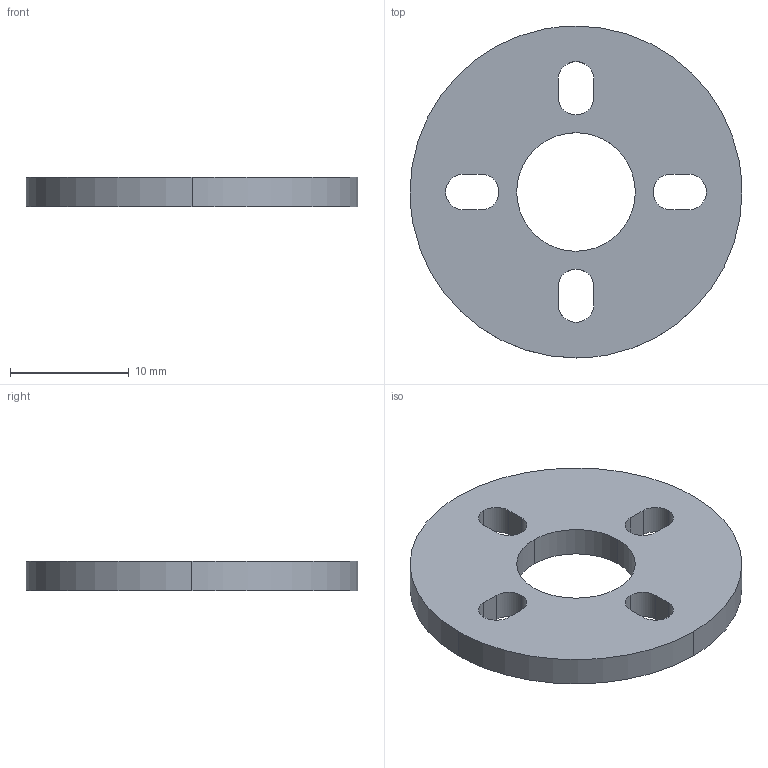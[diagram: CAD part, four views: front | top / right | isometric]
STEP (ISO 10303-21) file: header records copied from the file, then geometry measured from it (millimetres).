
FILE_DESCRIPTION(/* description */ (''),/* implementation_level */ '2;1');
FILE_NAME(/* name */ 'MotorMount2.5mm.smb.stp',/* time_stamp */ '2014-07-06T13:42:08+00:00',/* author */ (''),/* organization */ (''),/* preprocessor_version */ 'ST-DEVELOPER v15.6',/* originating_system */ 'Autodesk Translator Framework v3.0.0.6910',/* authorisation */ '');
FILE_SCHEMA (('AUTOMOTIVE_DESIGN { 1 0 10303 214 3 1 1 }'));
Length unit declared in the file: centimetre
Products named in the file (1): MotorMount2.5mm.smb
Bounding box: 28 x 28 x 2.5 mm (x, y, z)
Volume: 1227.9 mm3; surface area: 1404.9 mm2
Topology: 1 solids, 1 shells, 34 faces, 96 edges, 64 vertices
Faces by surface type: bspline 24, plane 10
Entity records: 1228 total; most frequent: CARTESIAN_POINT 515, ORIENTED_EDGE 192, EDGE_CURVE 96, DIRECTION 70, VERTEX_POINT 64, LINE 48, VECTOR 48, EDGE_LOOP 44
